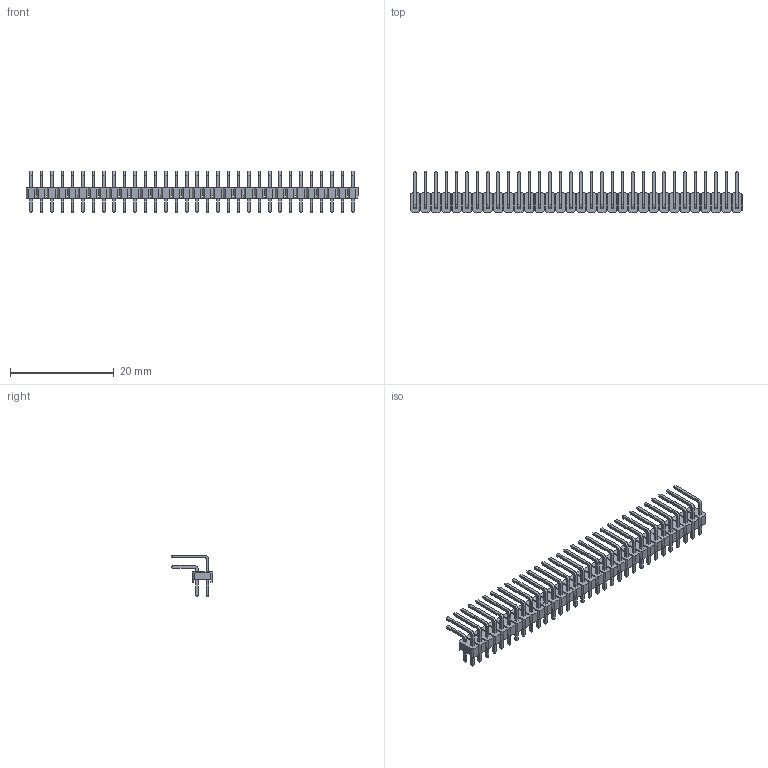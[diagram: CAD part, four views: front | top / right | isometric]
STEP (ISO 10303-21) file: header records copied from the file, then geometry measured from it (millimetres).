
FILE_DESCRIPTION(('STEP AP214'), '1');
FILE_NAME('PLD2-R', '', ('UNSPECIFIED'), ('UNSPECIFIED'), 'ASCON STEP Converter 1.6', 'ASCON Math Kernel', '');
FILE_SCHEMA(('AUTOMOTIVE_DESIGN { 1 0 10303 214 3 1 1}'));
Length unit declared in the file: millimetre
Bounding box: 64 x 8 x 8.05 mm (x, y, z)
Volume: 559.4 mm3; surface area: 2251.2 mm2
Topology: 1 solids, 1 shells, 1862 faces, 4591 edges, 2890 vertices
Faces by surface type: plane 1734, cylinder 128
Entity records: 68331 total; most frequent: CARTESIAN_POINT 9344, ORIENTED_EDGE 9182, DIRECTION 8573, EDGE_CURVE 4591, LINE 4335, VECTOR 4335, VERTEX_POINT 2890, AXIS2_PLACEMENT_3D 2119
